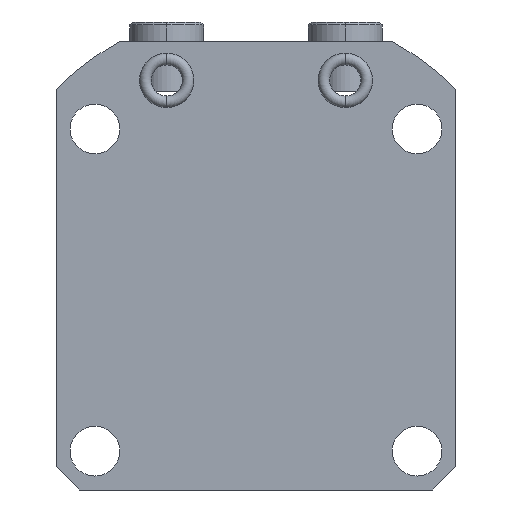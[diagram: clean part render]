
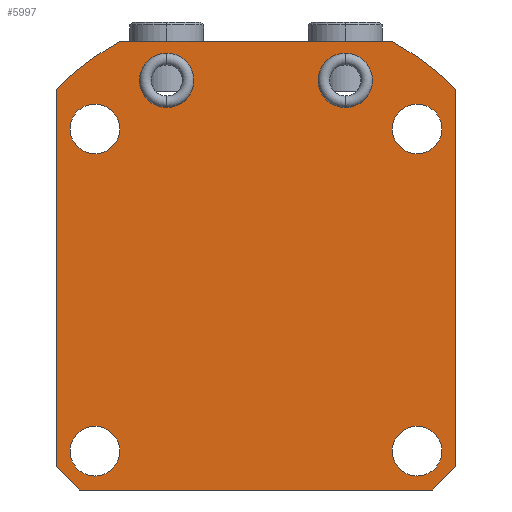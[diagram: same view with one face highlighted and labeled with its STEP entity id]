
A CAD part, front view. The second image highlights one B-rep face of the part: STEP entity #5997.
In plain terms, the highlighted planar face has unit normal (0, -1, 0).
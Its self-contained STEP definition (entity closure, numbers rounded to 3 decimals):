
#1825=CARTESIAN_POINT('',(0.,-35.,0.));
#1826=DIRECTION('',(0.,-1.,0.));
#1827=DIRECTION('',(0.705,0.,0.709));
#1828=AXIS2_PLACEMENT_3D('',#1825,#1826,#1827);
#1855=CARTESIAN_POINT('',(0.,-35.,0.));
#1856=DIRECTION('',(0.,-1.,0.));
#1857=DIRECTION('',(-0.482,0.,0.876));
#1858=AXIS2_PLACEMENT_3D('',#1855,#1856,#1857);
#1885=DIRECTION('',(0.707,0.,0.707));
#1886=VECTOR('',#1885,8.485);
#1887=CARTESIAN_POINT('',(45.5,-35.,-51.5));
#1888=LINE('',#1887,#1886);
#1892=DIRECTION('',(1.,0.,0.));
#1893=VECTOR('',#1892,91.);
#1894=CARTESIAN_POINT('',(-45.5,-35.,-51.5));
#1895=LINE('',#1894,#1893);
#1899=DIRECTION('',(0.707,0.,-0.707));
#1900=VECTOR('',#1899,8.485);
#1901=CARTESIAN_POINT('',(-51.5,-35.,-45.5));
#1902=LINE('',#1901,#1900);
#1906=DIRECTION('',(0.,0.,-1.));
#1907=VECTOR('',#1906,97.273);
#1908=CARTESIAN_POINT('',(-51.5,-35.,51.773));
#1909=LINE('',#1908,#1907);
#1913=DIRECTION('',(-1.,0.,0.));
#1914=VECTOR('',#1913,70.332);
#1915=CARTESIAN_POINT('',(35.166,-35.,64.));
#1916=LINE('',#1915,#1914);
#1920=DIRECTION('',(0.,0.,1.));
#1921=VECTOR('',#1920,97.273);
#1922=CARTESIAN_POINT('',(51.5,-35.,-45.5));
#1923=LINE('',#1922,#1921);
#1927=CARTESIAN_POINT('',(41.5,-35.,-41.5));
#1928=DIRECTION('',(0.,1.,0.));
#1929=DIRECTION('',(1.,0.,0.));
#1930=AXIS2_PLACEMENT_3D('',#1927,#1928,#1929);
#1935=CARTESIAN_POINT('',(41.5,-35.,-41.5));
#1936=DIRECTION('',(0.,1.,0.));
#1937=DIRECTION('',(-1.,0.,0.));
#1938=AXIS2_PLACEMENT_3D('',#1935,#1936,#1937);
#1943=CARTESIAN_POINT('',(-41.5,-35.,-41.5));
#1944=DIRECTION('',(0.,1.,0.));
#1945=DIRECTION('',(1.,0.,0.));
#1946=AXIS2_PLACEMENT_3D('',#1943,#1944,#1945);
#1951=CARTESIAN_POINT('',(-41.5,-35.,-41.5));
#1952=DIRECTION('',(0.,1.,0.));
#1953=DIRECTION('',(-1.,0.,0.));
#1954=AXIS2_PLACEMENT_3D('',#1951,#1952,#1953);
#1959=CARTESIAN_POINT('',(-41.5,-35.,41.5));
#1960=DIRECTION('',(0.,1.,0.));
#1961=DIRECTION('',(1.,0.,0.));
#1962=AXIS2_PLACEMENT_3D('',#1959,#1960,#1961);
#1967=CARTESIAN_POINT('',(-41.5,-35.,41.5));
#1968=DIRECTION('',(0.,1.,0.));
#1969=DIRECTION('',(-1.,0.,0.));
#1970=AXIS2_PLACEMENT_3D('',#1967,#1968,#1969);
#1975=CARTESIAN_POINT('',(41.5,-35.,41.5));
#1976=DIRECTION('',(0.,1.,0.));
#1977=DIRECTION('',(1.,0.,0.));
#1978=AXIS2_PLACEMENT_3D('',#1975,#1976,#1977);
#1983=CARTESIAN_POINT('',(41.5,-35.,41.5));
#1984=DIRECTION('',(0.,1.,0.));
#1985=DIRECTION('',(-1.,0.,0.));
#1986=AXIS2_PLACEMENT_3D('',#1983,#1984,#1985);
#1991=CARTESIAN_POINT('',(23.,-35.,54.));
#1992=DIRECTION('',(0.,-1.,0.));
#1993=DIRECTION('',(-1.,0.,0.));
#1994=AXIS2_PLACEMENT_3D('',#1991,#1992,#1993);
#1999=CARTESIAN_POINT('',(23.,-35.,54.));
#2000=DIRECTION('',(0.,-1.,0.));
#2001=DIRECTION('',(1.,0.,0.));
#2002=AXIS2_PLACEMENT_3D('',#1999,#2000,#2001);
#2007=CARTESIAN_POINT('',(-23.,-35.,54.));
#2008=DIRECTION('',(0.,1.,0.));
#2009=DIRECTION('',(1.,0.,0.));
#2010=AXIS2_PLACEMENT_3D('',#2007,#2008,#2009);
#2015=CARTESIAN_POINT('',(-23.,-35.,54.));
#2016=DIRECTION('',(0.,1.,0.));
#2017=DIRECTION('',(-1.,0.,0.));
#2018=AXIS2_PLACEMENT_3D('',#2015,#2016,#2017);
#3944=CARTESIAN_POINT('',(51.5,-35.,51.773));
#3946=VERTEX_POINT('',#3944);
#3947=CARTESIAN_POINT('',(35.166,-35.,64.));
#3948=VERTEX_POINT('',#3947);
#3949=CARTESIAN_POINT('',(-35.166,-35.,64.));
#3950=VERTEX_POINT('',#3949);
#3952=CARTESIAN_POINT('',(-51.5,-35.,51.773));
#3954=VERTEX_POINT('',#3952);
#3955=CARTESIAN_POINT('',(45.5,-35.,-51.5));
#3957=VERTEX_POINT('',#3955);
#3961=CARTESIAN_POINT('',(51.5,-35.,-45.5));
#3962=VERTEX_POINT('',#3961);
#3963=CARTESIAN_POINT('',(-51.5,-35.,-45.5));
#3965=VERTEX_POINT('',#3963);
#3969=CARTESIAN_POINT('',(-45.5,-35.,-51.5));
#3970=VERTEX_POINT('',#3969);
#3987=CARTESIAN_POINT('',(47.9,-35.,-41.5));
#3988=VERTEX_POINT('',#3987);
#3989=CARTESIAN_POINT('',(35.1,-35.,-41.5));
#3990=VERTEX_POINT('',#3989);
#3991=CARTESIAN_POINT('',(-35.1,-35.,-41.5));
#3992=VERTEX_POINT('',#3991);
#3993=CARTESIAN_POINT('',(-47.9,-35.,-41.5));
#3994=VERTEX_POINT('',#3993);
#3995=CARTESIAN_POINT('',(-35.1,-35.,41.5));
#3996=VERTEX_POINT('',#3995);
#3997=CARTESIAN_POINT('',(-47.9,-35.,41.5));
#3998=VERTEX_POINT('',#3997);
#3999=CARTESIAN_POINT('',(47.9,-35.,41.5));
#4000=VERTEX_POINT('',#3999);
#4001=CARTESIAN_POINT('',(35.1,-35.,41.5));
#4002=VERTEX_POINT('',#4001);
#4055=CARTESIAN_POINT('',(16.,-35.,54.));
#4056=CARTESIAN_POINT('',(30.,-35.,54.));
#4057=VERTEX_POINT('',#4055);
#4058=VERTEX_POINT('',#4056);
#4091=CARTESIAN_POINT('',(-16.,-35.,54.));
#4092=VERTEX_POINT('',#4091);
#4093=CARTESIAN_POINT('',(-30.,-35.,54.));
#4094=VERTEX_POINT('',#4093);
#5945=CARTESIAN_POINT('',(0.,-35.,0.));
#5946=DIRECTION('',(0.,-1.,0.));
#5947=DIRECTION('',(-1.,0.,0.));
#5948=AXIS2_PLACEMENT_3D('',#5945,#5946,#5947);
#5949=PLANE('',#5948);
#5950=ORIENTED_EDGE('',*,*,#5853,.F.);
#5951=ORIENTED_EDGE('',*,*,#5870,.F.);
#5952=ORIENTED_EDGE('',*,*,#5882,.F.);
#5953=ORIENTED_EDGE('',*,*,#5898,.F.);
#5954=ORIENTED_EDGE('',*,*,#5925,.F.);
#5956=ORIENTED_EDGE('',*,*,#5955,.F.);
#5957=ORIENTED_EDGE('',*,*,#5910,.F.);
#5958=ORIENTED_EDGE('',*,*,#5938,.F.);
#5959=EDGE_LOOP('',(#5950,#5951,#5952,#5953,#5954,#5956,#5957,#5958));
#5960=FACE_OUTER_BOUND('',#5959,.F.);
#5962=ORIENTED_EDGE('',*,*,#5961,.F.);
#5964=ORIENTED_EDGE('',*,*,#5963,.F.);
#5965=EDGE_LOOP('',(#5962,#5964));
#5966=FACE_BOUND('',#5965,.F.);
#5968=ORIENTED_EDGE('',*,*,#5967,.F.);
#5970=ORIENTED_EDGE('',*,*,#5969,.F.);
#5971=EDGE_LOOP('',(#5968,#5970));
#5972=FACE_BOUND('',#5971,.F.);
#5974=ORIENTED_EDGE('',*,*,#5973,.F.);
#5976=ORIENTED_EDGE('',*,*,#5975,.F.);
#5977=EDGE_LOOP('',(#5974,#5976));
#5978=FACE_BOUND('',#5977,.F.);
#5980=ORIENTED_EDGE('',*,*,#5979,.F.);
#5982=ORIENTED_EDGE('',*,*,#5981,.F.);
#5983=EDGE_LOOP('',(#5980,#5982));
#5984=FACE_BOUND('',#5983,.F.);
#5986=ORIENTED_EDGE('',*,*,#5985,.T.);
#5988=ORIENTED_EDGE('',*,*,#5987,.T.);
#5989=EDGE_LOOP('',(#5986,#5988));
#5990=FACE_BOUND('',#5989,.F.);
#5992=ORIENTED_EDGE('',*,*,#5991,.F.);
#5994=ORIENTED_EDGE('',*,*,#5993,.F.);
#5995=EDGE_LOOP('',(#5992,#5994));
#5996=FACE_BOUND('',#5995,.F.);
#1829=CIRCLE('',#1828,73.025);
#1859=CIRCLE('',#1858,73.025);
#1931=CIRCLE('',#1930,6.4);
#1939=CIRCLE('',#1938,6.4);
#1947=CIRCLE('',#1946,6.4);
#1955=CIRCLE('',#1954,6.4);
#1963=CIRCLE('',#1962,6.4);
#1971=CIRCLE('',#1970,6.4);
#1979=CIRCLE('',#1978,6.4);
#1987=CIRCLE('',#1986,6.4);
#1995=CIRCLE('',#1994,7.);
#2003=CIRCLE('',#2002,7.);
#2011=CIRCLE('',#2010,7.);
#2019=CIRCLE('',#2018,7.);
#5853=EDGE_CURVE('',#3957,#3962,#1888,.T.);
#5870=EDGE_CURVE('',#3970,#3957,#1895,.T.);
#5882=EDGE_CURVE('',#3965,#3970,#1902,.T.);
#5898=EDGE_CURVE('',#3954,#3965,#1909,.T.);
#5910=EDGE_CURVE('',#3946,#3948,#1829,.T.);
#5925=EDGE_CURVE('',#3950,#3954,#1859,.T.);
#5938=EDGE_CURVE('',#3962,#3946,#1923,.T.);
#5955=EDGE_CURVE('',#3948,#3950,#1916,.T.);
#5961=EDGE_CURVE('',#3988,#3990,#1931,.T.);
#5963=EDGE_CURVE('',#3990,#3988,#1939,.T.);
#5967=EDGE_CURVE('',#3992,#3994,#1947,.T.);
#5969=EDGE_CURVE('',#3994,#3992,#1955,.T.);
#5973=EDGE_CURVE('',#3996,#3998,#1963,.T.);
#5975=EDGE_CURVE('',#3998,#3996,#1971,.T.);
#5979=EDGE_CURVE('',#4000,#4002,#1979,.T.);
#5981=EDGE_CURVE('',#4002,#4000,#1987,.T.);
#5985=EDGE_CURVE('',#4057,#4058,#1995,.T.);
#5987=EDGE_CURVE('',#4058,#4057,#2003,.T.);
#5991=EDGE_CURVE('',#4092,#4094,#2011,.T.);
#5993=EDGE_CURVE('',#4094,#4092,#2019,.T.);
#5997=ADVANCED_FACE('',(#5960,#5966,#5972,#5978,#5984,#5990,#5996),#5949,.T.);
